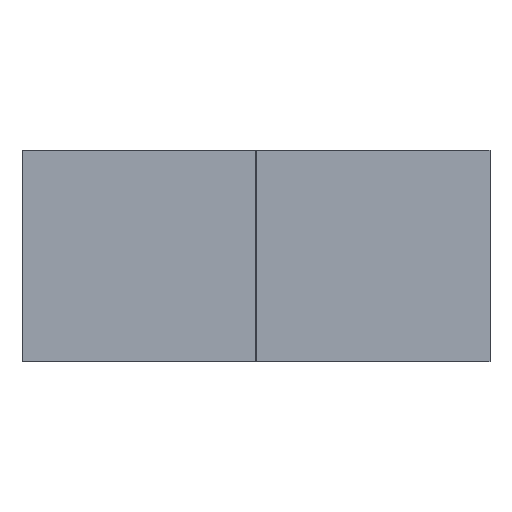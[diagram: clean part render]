
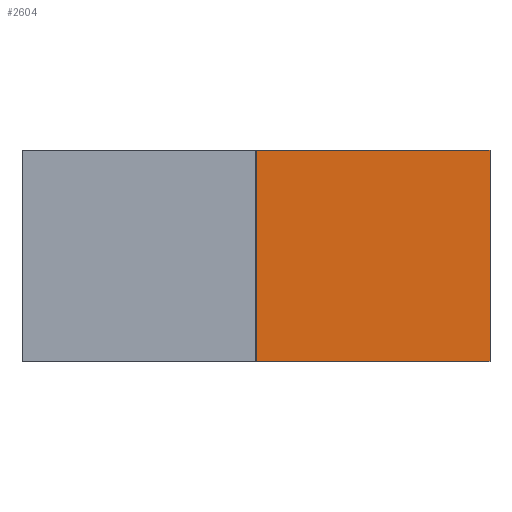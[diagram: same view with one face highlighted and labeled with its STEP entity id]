
A CAD part, top view. The second image highlights one B-rep face of the part: STEP entity #2604.
In plain terms, the highlighted planar face has unit normal (0, 0, 1).
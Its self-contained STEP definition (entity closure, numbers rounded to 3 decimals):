
#135 = DIRECTION ( 'NONE',  ( -1., 0., 0. ) ) ;
#355 = LINE ( 'NONE', #1583, #3891 ) ;
#758 = FACE_OUTER_BOUND ( 'NONE', #810, .T. ) ;
#763 = ORIENTED_EDGE ( 'NONE', *, *, #4834, .T. ) ;
#810 = EDGE_LOOP ( 'NONE', ( #4655, #3122, #4642, #763 ) ) ;
#1033 = LINE ( 'NONE', #3073, #3238 ) ;
#1053 = EDGE_CURVE ( 'NONE', #2552, #1726, #1033, .T. ) ;
#1058 = CARTESIAN_POINT ( 'NONE',  ( -745., 675., 0. ) ) ;
#1253 = LINE ( 'NONE', #4932, #2627 ) ;
#1583 = CARTESIAN_POINT ( 'NONE',  ( -745., 675., 0. ) ) ;
#1619 = EDGE_CURVE ( 'NONE', #1726, #2910, #355, .T. ) ;
#1675 = DIRECTION ( 'NONE',  ( -1., 0., 0. ) ) ;
#1692 = CARTESIAN_POINT ( 'NONE',  ( 745., 675., 0. ) ) ;
#1726 = VERTEX_POINT ( 'NONE', #1692 ) ;
#2454 = PLANE ( 'NONE',  #5206 ) ;
#2485 = CARTESIAN_POINT ( 'NONE',  ( 0., 0., 0. ) ) ;
#2552 = VERTEX_POINT ( 'NONE', #3236 ) ;
#2604 = ADVANCED_FACE ( 'NONE', ( #758 ), #2454, .F. ) ;
#2627 = VECTOR ( 'NONE', #3679, 1000. ) ;
#2910 = VERTEX_POINT ( 'NONE', #1058 ) ;
#3073 = CARTESIAN_POINT ( 'NONE',  ( 745., -675., 0. ) ) ;
#3122 = ORIENTED_EDGE ( 'NONE', *, *, #1053, .T. ) ;
#3236 = CARTESIAN_POINT ( 'NONE',  ( 745., -671., 0. ) ) ;
#3238 = VECTOR ( 'NONE', #3965, 1000. ) ;
#3679 = DIRECTION ( 'NONE',  ( 0., -1., 0. ) ) ;
#3829 = CARTESIAN_POINT ( 'NONE',  ( 745., -671., 0. ) ) ;
#3891 = VECTOR ( 'NONE', #4605, 1000. ) ;
#3965 = DIRECTION ( 'NONE',  ( 0., 1., 0. ) ) ;
#4105 = VECTOR ( 'NONE', #135, 1000. ) ;
#4605 = DIRECTION ( 'NONE',  ( -1., 0., 0. ) ) ;
#4642 = ORIENTED_EDGE ( 'NONE', *, *, #1619, .T. ) ;
#4653 = LINE ( 'NONE', #3829, #4105 ) ;
#4655 = ORIENTED_EDGE ( 'NONE', *, *, #5210, .F. ) ;
#4713 = CARTESIAN_POINT ( 'NONE',  ( -745., -671., 0. ) ) ;
#4726 = VERTEX_POINT ( 'NONE', #4713 ) ;
#4834 = EDGE_CURVE ( 'NONE', #2910, #4726, #1253, .T. ) ;
#4932 = CARTESIAN_POINT ( 'NONE',  ( -745., -675., 0. ) ) ;
#4981 = DIRECTION ( 'NONE',  ( 0., 0., -1. ) ) ;
#5206 = AXIS2_PLACEMENT_3D ( 'NONE', #2485, #4981, #1675 ) ;
#5210 = EDGE_CURVE ( 'NONE', #2552, #4726, #4653, .T. ) ;
